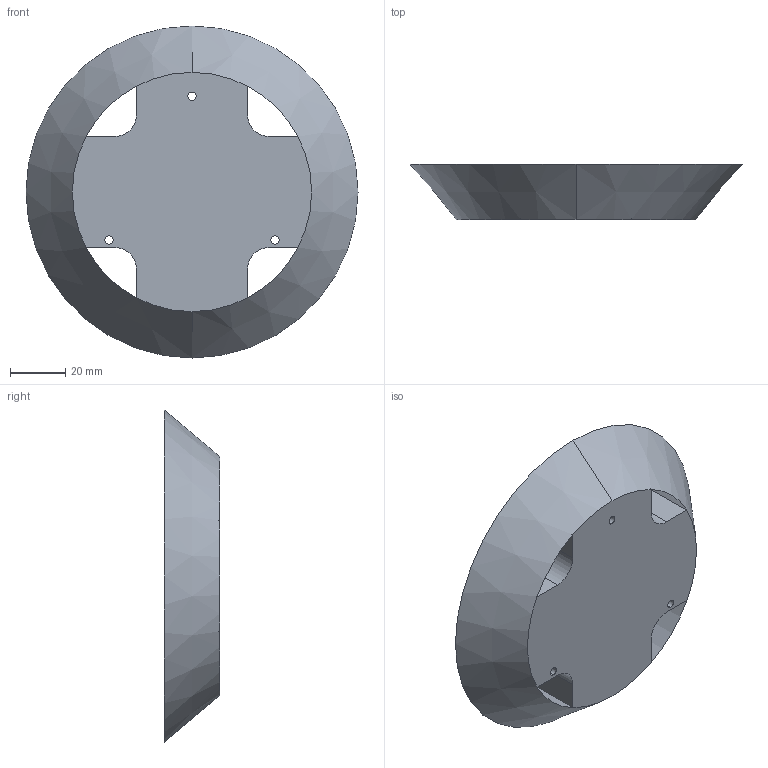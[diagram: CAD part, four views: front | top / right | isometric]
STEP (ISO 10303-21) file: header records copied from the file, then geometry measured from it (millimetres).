
FILE_DESCRIPTION (( 'STEP AP214' ), '1' );
FILE_NAME ('Base_Nivel_1.STEP', '2025-07-22T18:16:08', ( '' ), ( '' ), 'SwSTEP 2.0', 'SolidWorks 2022', '' );
FILE_SCHEMA (( 'AUTOMOTIVE_DESIGN' ));
Length unit declared in the file: millimetre
Products named in the file (1): Base_Nivel_1
Bounding box: 120 x 20 x 120 mm (x, y, z)
Volume: 152548 mm3; surface area: 30047.4 mm2
Topology: 1 solids, 1 shells, 38 faces, 100 edges, 64 vertices
Faces by surface type: cylinder 22, plane 14, cone 2
Entity records: 1254 total; most frequent: DIRECTION 230, CARTESIAN_POINT 203, ORIENTED_EDGE 200, EDGE_CURVE 100, AXIS2_PLACEMENT_3D 91, VERTEX_POINT 64, CIRCLE 52, EDGE_LOOP 52
